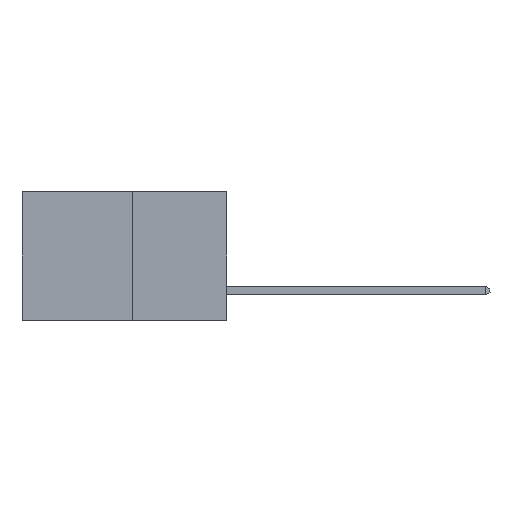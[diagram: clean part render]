
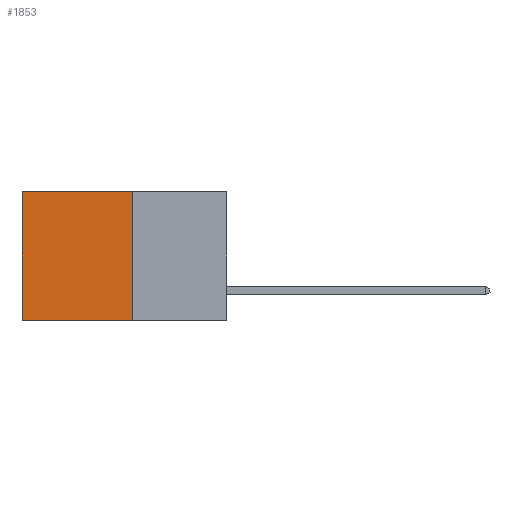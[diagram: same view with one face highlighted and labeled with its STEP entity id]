
A CAD part, left-side view. The second image highlights one B-rep face of the part: STEP entity #1853.
In plain terms, the highlighted planar face has unit normal (-1, 0, 0).
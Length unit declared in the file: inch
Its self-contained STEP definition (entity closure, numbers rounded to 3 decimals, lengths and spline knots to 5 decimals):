
#14 = CARTESIAN_POINT ( 'NONE',  ( 0.277, 0.59, 0. ) ) ;
#26 = CARTESIAN_POINT ( 'NONE',  ( 0.277, 0.27, -0.37 ) ) ;
#334 = EDGE_LOOP ( 'NONE', ( #2321, #535, #4415, #3352 ) ) ;
#339 = VERTEX_POINT ( 'NONE', #6802 ) ;
#535 = ORIENTED_EDGE ( 'NONE', *, *, #4518, .F. ) ;
#580 = EDGE_CURVE ( 'NONE', #4863, #8193, #3958, .T. ) ;
#1132 = CARTESIAN_POINT ( 'NONE',  ( 0.277, 0.27, 0. ) ) ;
#1195 = CARTESIAN_POINT ( 'NONE',  ( 0.277, 0.59, -0.37 ) ) ;
#1490 = CARTESIAN_POINT ( 'NONE',  ( 0.277, 0.27, -0.37 ) ) ;
#1711 = VECTOR ( 'NONE', #8901, 39.37008 ) ;
#1853 = ADVANCED_FACE ( 'NONE', ( #4583 ), #6011, .F. ) ;
#2261 = VERTEX_POINT ( 'NONE', #14 ) ;
#2321 = ORIENTED_EDGE ( 'NONE', *, *, #3070, .T. ) ;
#3010 = VECTOR ( 'NONE', #4275, 39.37008 ) ;
#3070 = EDGE_CURVE ( 'NONE', #2261, #339, #6674, .T. ) ;
#3352 = ORIENTED_EDGE ( 'NONE', *, *, #6287, .T. ) ;
#3861 = LINE ( 'NONE', #26, #1711 ) ;
#3958 = LINE ( 'NONE', #8318, #5835 ) ;
#4275 = DIRECTION ( 'NONE',  ( 0., 1., 0. ) ) ;
#4415 = ORIENTED_EDGE ( 'NONE', *, *, #580, .F. ) ;
#4518 = EDGE_CURVE ( 'NONE', #8193, #339, #3861, .T. ) ;
#4583 = FACE_OUTER_BOUND ( 'NONE', #334, .T. ) ;
#4773 = VECTOR ( 'NONE', #8570, 39.37008 ) ;
#4863 = VERTEX_POINT ( 'NONE', #1132 ) ;
#5773 = CARTESIAN_POINT ( 'NONE',  ( 0.277, 0.27, -0.37 ) ) ;
#5835 = VECTOR ( 'NONE', #7880, 39.37008 ) ;
#5938 = DIRECTION ( 'NONE',  ( 1., 0., 0. ) ) ;
#6011 = PLANE ( 'NONE',  #8092 ) ;
#6287 = EDGE_CURVE ( 'NONE', #4863, #2261, #6996, .T. ) ;
#6674 = LINE ( 'NONE', #1195, #4773 ) ;
#6802 = CARTESIAN_POINT ( 'NONE',  ( 0.277, 0.59, -0.37 ) ) ;
#6996 = LINE ( 'NONE', #9117, #3010 ) ;
#7880 = DIRECTION ( 'NONE',  ( 0., 0., -1. ) ) ;
#8092 = AXIS2_PLACEMENT_3D ( 'NONE', #1490, #5938, #8704 ) ;
#8193 = VERTEX_POINT ( 'NONE', #5773 ) ;
#8318 = CARTESIAN_POINT ( 'NONE',  ( 0.277, 0.27, -0.37 ) ) ;
#8570 = DIRECTION ( 'NONE',  ( 0., 0., -1. ) ) ;
#8704 = DIRECTION ( 'NONE',  ( 0., 0., -1. ) ) ;
#8901 = DIRECTION ( 'NONE',  ( 0., 1., 0. ) ) ;
#9117 = CARTESIAN_POINT ( 'NONE',  ( 0.277, 0.27, 0. ) ) ;
